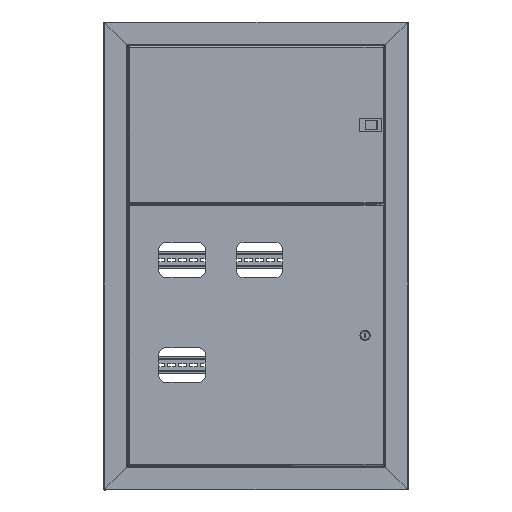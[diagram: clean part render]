
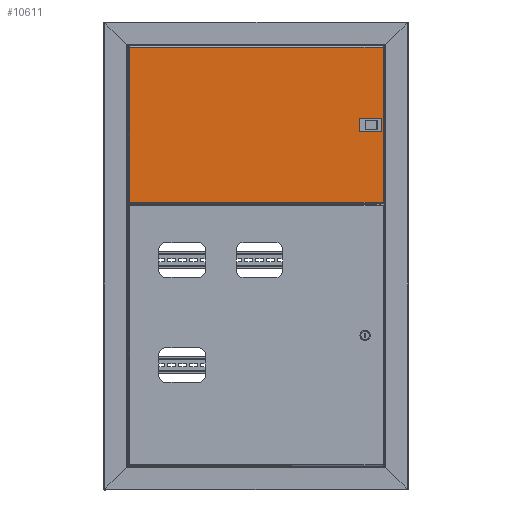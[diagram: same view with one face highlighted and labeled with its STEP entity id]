
A CAD part, top view. The second image highlights one B-rep face of the part: STEP entity #10611.
In plain terms, the highlighted planar face has unit normal (0, 0, 1).
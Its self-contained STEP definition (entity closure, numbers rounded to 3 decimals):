
#1753 = DIRECTION ( 'NONE',  ( 0., 0., -1. ) ) ;
#2321 = CARTESIAN_POINT ( 'NONE',  ( 334.7, 0., 0. ) ) ;
#2332 = CARTESIAN_POINT ( 'NONE',  ( 0., 545.7, 0. ) ) ;
#2823 = ORIENTED_EDGE ( 'NONE', *, *, #8722, .T. ) ;
#2894 = VERTEX_POINT ( 'NONE', #36694 ) ;
#4187 = CARTESIAN_POINT ( 'NONE',  ( 1.7, 1.7, 0. ) ) ;
#4842 = DIRECTION ( 'NONE',  ( 0., -1., 0. ) ) ;
#4917 = CARTESIAN_POINT ( 'NONE',  ( 1.7, 544.293, 0. ) ) ;
#5049 = AXIS2_PLACEMENT_3D ( 'NONE', #2332, #1753, #8184 ) ;
#5374 = DIRECTION ( 'NONE',  ( -1., 0., 0. ) ) ;
#5850 = VECTOR ( 'NONE', #5374, 1000. ) ;
#7369 = VECTOR ( 'NONE', #26053, 1000. ) ;
#7402 = EDGE_CURVE ( 'NONE', #7724, #2894, #16017, .T. ) ;
#7724 = VERTEX_POINT ( 'NONE', #26667 ) ;
#8184 = DIRECTION ( 'NONE',  ( -1., 0., 0. ) ) ;
#8722 = EDGE_CURVE ( 'NONE', #20952, #35021, #15419, .T. ) ;
#9529 = CARTESIAN_POINT ( 'NONE',  ( 181.2, 48.5, 0. ) ) ;
#10401 = LINE ( 'NONE', #4917, #28177 ) ;
#10611 = ADVANCED_FACE ( 'NONE', ( #28801, #37579 ), #19866, .F. ) ;
#10944 = ORIENTED_EDGE ( 'NONE', *, *, #7402, .F. ) ;
#12858 = VERTEX_POINT ( 'NONE', #18545 ) ;
#12909 = DIRECTION ( 'NONE',  ( 1., 0., 0. ) ) ;
#14044 = EDGE_CURVE ( 'NONE', #26770, #12858, #20188, .T. ) ;
#14812 = LINE ( 'NONE', #2321, #7369 ) ;
#15419 = LINE ( 'NONE', #27250, #22234 ) ;
#15699 = CARTESIAN_POINT ( 'NONE',  ( 334.7, 544., 0. ) ) ;
#16017 = LINE ( 'NONE', #33323, #20800 ) ;
#16364 = CARTESIAN_POINT ( 'NONE',  ( 155.2, 48.5, 0. ) ) ;
#18175 = VECTOR ( 'NONE', #4842, 1000. ) ;
#18215 = VERTEX_POINT ( 'NONE', #15699 ) ;
#18490 = ORIENTED_EDGE ( 'NONE', *, *, #20296, .T. ) ;
#18545 = CARTESIAN_POINT ( 'NONE',  ( 155.2, 48.5, 0. ) ) ;
#18943 = EDGE_LOOP ( 'NONE', ( #10944, #20704, #34611, #28318 ) ) ;
#19432 = DIRECTION ( 'NONE',  ( -1., 0., 0. ) ) ;
#19866 = PLANE ( 'NONE',  #5049 ) ;
#20188 = LINE ( 'NONE', #23294, #5850 ) ;
#20296 = EDGE_CURVE ( 'NONE', #35021, #18215, #14812, .T. ) ;
#20704 = ORIENTED_EDGE ( 'NONE', *, *, #24232, .F. ) ;
#20800 = VECTOR ( 'NONE', #12909, 1000. ) ;
#20826 = EDGE_CURVE ( 'NONE', #2894, #26770, #36156, .T. ) ;
#20952 = VERTEX_POINT ( 'NONE', #4187 ) ;
#21392 = DIRECTION ( 'NONE',  ( 0., 1., 0. ) ) ;
#22234 = VECTOR ( 'NONE', #35435, 1000. ) ;
#22924 = LINE ( 'NONE', #32048, #32584 ) ;
#23050 = VERTEX_POINT ( 'NONE', #34381 ) ;
#23294 = CARTESIAN_POINT ( 'NONE',  ( 155.2, 48.5, 0. ) ) ;
#24232 = EDGE_CURVE ( 'NONE', #12858, #7724, #34412, .T. ) ;
#25740 = DIRECTION ( 'NONE',  ( 0., -1., 0. ) ) ;
#25770 = ORIENTED_EDGE ( 'NONE', *, *, #37994, .T. ) ;
#26053 = DIRECTION ( 'NONE',  ( 0., 1., 0. ) ) ;
#26667 = CARTESIAN_POINT ( 'NONE',  ( 155.2, 10., 0. ) ) ;
#26770 = VERTEX_POINT ( 'NONE', #30006 ) ;
#26784 = CARTESIAN_POINT ( 'NONE',  ( 334.7, 1.7, 0. ) ) ;
#27250 = CARTESIAN_POINT ( 'NONE',  ( 1.7, 1.7, 0. ) ) ;
#28038 = ORIENTED_EDGE ( 'NONE', *, *, #34838, .T. ) ;
#28177 = VECTOR ( 'NONE', #25740, 1000. ) ;
#28318 = ORIENTED_EDGE ( 'NONE', *, *, #20826, .F. ) ;
#28694 = EDGE_LOOP ( 'NONE', ( #2823, #18490, #28038, #25770 ) ) ;
#28801 = FACE_BOUND ( 'NONE', #18943, .T. ) ;
#30006 = CARTESIAN_POINT ( 'NONE',  ( 181.2, 48.5, 0. ) ) ;
#32048 = CARTESIAN_POINT ( 'NONE',  ( 334.993, 544., 0. ) ) ;
#32584 = VECTOR ( 'NONE', #19432, 1000. ) ;
#33323 = CARTESIAN_POINT ( 'NONE',  ( 155.2, 10., 0. ) ) ;
#34381 = CARTESIAN_POINT ( 'NONE',  ( 1.7, 544., 0. ) ) ;
#34412 = LINE ( 'NONE', #16364, #18175 ) ;
#34611 = ORIENTED_EDGE ( 'NONE', *, *, #14044, .F. ) ;
#34622 = VECTOR ( 'NONE', #21392, 1000. ) ;
#34838 = EDGE_CURVE ( 'NONE', #18215, #23050, #22924, .T. ) ;
#35021 = VERTEX_POINT ( 'NONE', #26784 ) ;
#35435 = DIRECTION ( 'NONE',  ( 1., 0., 0. ) ) ;
#36156 = LINE ( 'NONE', #9529, #34622 ) ;
#36694 = CARTESIAN_POINT ( 'NONE',  ( 181.2, 10., 0. ) ) ;
#37579 = FACE_OUTER_BOUND ( 'NONE', #28694, .T. ) ;
#37994 = EDGE_CURVE ( 'NONE', #23050, #20952, #10401, .T. ) ;
